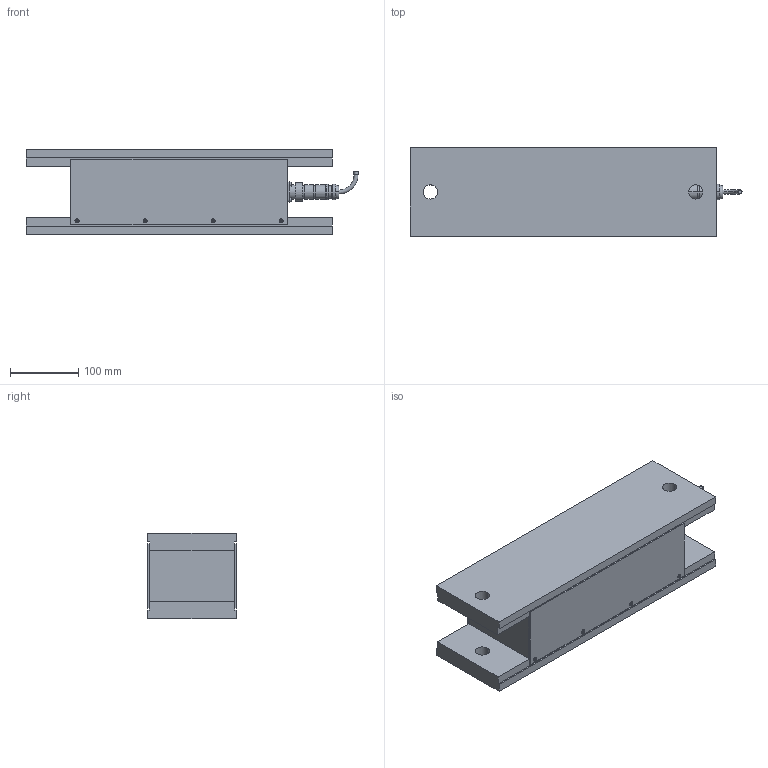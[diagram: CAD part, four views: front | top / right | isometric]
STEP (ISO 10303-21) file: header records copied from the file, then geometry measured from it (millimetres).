
FILE_DESCRIPTION (( 'STEP AP203' ), '1' );
FILE_NAME ('31102306_-.step', '2019-12-04T11:24:58', ( '' ), ( '' ), 'SwSTEP 2.0', 'SolidWorks 2018', '' );
FILE_SCHEMA (( 'CONFIG_CONTROL_DESIGN' ));
Length unit declared in the file: millimetre
Products named in the file (7): Federringe_DIN127A_M03; 51130.03_01; Se-Schr DIN7991_M3x8; 51132_01; 31101648_01; 31102306_-; Zyl-Schr DIN912_M3x8
Assembly tree (20 placements, depth 2):
  31102306_-
    51130.03_01
    51132_01  x2
    Se-Schr DIN7991_M3x8  x8
    Federringe_DIN127A_M03  x4
    Zyl-Schr DIN912_M3x8  x4
    31101648_01
Bounding box: 488 x 130 x 125 mm (x, y, z)
Volume: 4782486.1 mm3; surface area: 518788.1 mm2
Topology: 20 solids, 20 shells, 495 faces, 1140 edges, 706 vertices
Faces by surface type: plane 209, cylinder 194, cone 80, torus 12
Entity records: 9021 total; most frequent: DIRECTION 1486, CARTESIAN_POINT 1335, ORIENTED_EDGE 1268, EDGE_CURVE 634, AXIS2_PLACEMENT_3D 559, VERTEX_POINT 408, LINE 368, VECTOR 368
